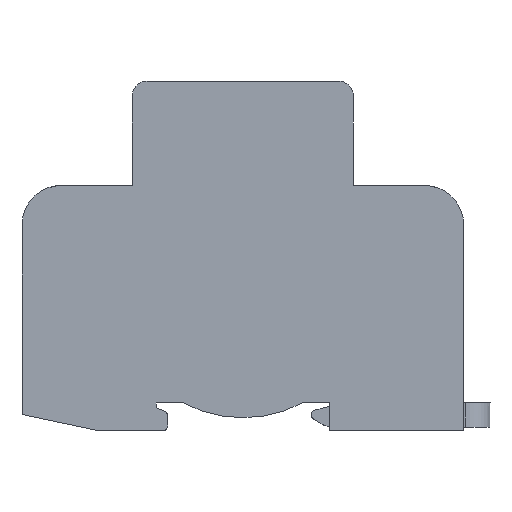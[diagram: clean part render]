
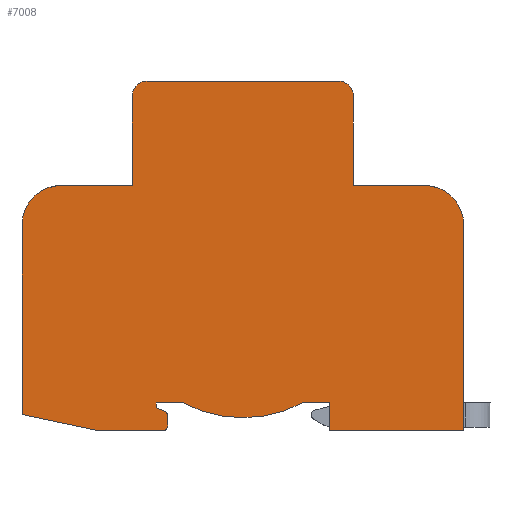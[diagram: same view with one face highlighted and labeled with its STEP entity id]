
A CAD part, left-side view. The second image highlights one B-rep face of the part: STEP entity #7008.
In plain terms, the highlighted planar face has unit normal (-1, 0, 0).
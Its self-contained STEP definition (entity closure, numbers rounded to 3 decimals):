
#372=AXIS2_PLACEMENT_3D('Circle Axis2P3D',#370,#371,$) ;
#404=AXIS2_PLACEMENT_3D('Circle Axis2P3D',#402,#403,$) ;
#1573=AXIS2_PLACEMENT_3D('Circle Axis2P3D',#1571,#1572,$) ;
#2482=AXIS2_PLACEMENT_3D('Circle Axis2P3D',#2480,#2481,$) ;
#2744=AXIS2_PLACEMENT_3D('Circle Axis2P3D',#2742,#2743,$) ;
#2818=AXIS2_PLACEMENT_3D('Circle Axis2P3D',#2816,#2817,$) ;
#6940=AXIS2_PLACEMENT_3D('Plane Axis2P3D',#6937,#6938,#6939) ;
#6965=AXIS2_PLACEMENT_3D('Circle Axis2P3D',#6963,#6964,$) ;
#42=CARTESIAN_POINT('Vertex',(0.,30.85,71.287)) ;
#56=CARTESIAN_POINT('Vertex',(0.,69.85,71.287)) ;
#59=CARTESIAN_POINT('Line Origine',(0.,50.35,71.287)) ;
#362=CARTESIAN_POINT('Vertex',(0.,27.85,68.287)) ;
#370=CARTESIAN_POINT('Axis2P3D Location',(0.,30.85,68.287)) ;
#399=CARTESIAN_POINT('Vertex',(0.,72.85,68.287)) ;
#402=CARTESIAN_POINT('Axis2P3D Location',(0.,69.85,68.287)) ;
#1156=CARTESIAN_POINT('Vertex',(0.,27.85,50.)) ;
#1164=CARTESIAN_POINT('Line Origine',(0.,27.85,59.144)) ;
#1443=CARTESIAN_POINT('Vertex',(0.,32.7,5.7)) ;
#1446=CARTESIAN_POINT('Line Origine',(0.,35.463,5.7)) ;
#1450=CARTESIAN_POINT('Vertex',(0.,38.226,5.7)) ;
#1571=CARTESIAN_POINT('Axis2P3D Location',(0.,50.35,28.7)) ;
#1575=CARTESIAN_POINT('Vertex',(0.,62.474,5.7)) ;
#1605=CARTESIAN_POINT('Line Origine',(0.,65.237,5.7)) ;
#1609=CARTESIAN_POINT('Vertex',(0.,68.,5.7)) ;
#1686=CARTESIAN_POINT('Line Origine',(0.,68.,5.2)) ;
#1690=CARTESIAN_POINT('Vertex',(0.,68.,4.7)) ;
#1909=CARTESIAN_POINT('Vertex',(0.,66.7,0.)) ;
#1912=CARTESIAN_POINT('Line Origine',(0.,73.175,0.)) ;
#1916=CARTESIAN_POINT('Vertex',(0.,79.65,0.)) ;
#1941=CARTESIAN_POINT('Line Origine',(0.,87.5,1.669)) ;
#1945=CARTESIAN_POINT('Vertex',(0.,95.35,3.337)) ;
#1980=CARTESIAN_POINT('Line Origine',(0.,95.35,22.669)) ;
#1984=CARTESIAN_POINT('Vertex',(0.,95.35,42.)) ;
#2480=CARTESIAN_POINT('Axis2P3D Location',(0.,87.35,42.)) ;
#2484=CARTESIAN_POINT('Vertex',(0.,87.35,50.)) ;
#2652=CARTESIAN_POINT('Line Origine',(0.,80.1,50.)) ;
#2656=CARTESIAN_POINT('Vertex',(0.,72.85,50.)) ;
#2701=CARTESIAN_POINT('Line Origine',(0.,72.85,59.144)) ;
#2739=CARTESIAN_POINT('Vertex',(0.,65.7,1.)) ;
#2742=CARTESIAN_POINT('Axis2P3D Location',(0.,66.7,1.)) ;
#2787=CARTESIAN_POINT('Vertex',(0.,65.7,3.117)) ;
#2790=CARTESIAN_POINT('Line Origine',(0.,65.7,2.059)) ;
#2813=CARTESIAN_POINT('Vertex',(0.,66.336,4.049)) ;
#2816=CARTESIAN_POINT('Axis2P3D Location',(0.,66.7,3.117)) ;
#2841=CARTESIAN_POINT('Line Origine',(0.,67.168,4.374)) ;
#6937=CARTESIAN_POINT('Axis2P3D Location',(0.,50.35,0.)) ;
#6942=CARTESIAN_POINT('Line Origine',(0.,32.7,2.85)) ;
#6946=CARTESIAN_POINT('Vertex',(0.,32.7,0.)) ;
#6949=CARTESIAN_POINT('Line Origine',(0.,19.025,0.)) ;
#6953=CARTESIAN_POINT('Vertex',(0.,5.35,0.)) ;
#6956=CARTESIAN_POINT('Line Origine',(0.,5.35,21.)) ;
#6960=CARTESIAN_POINT('Vertex',(0.,5.35,42.)) ;
#6963=CARTESIAN_POINT('Axis2P3D Location',(0.,13.35,42.)) ;
#6967=CARTESIAN_POINT('Vertex',(0.,13.35,50.)) ;
#6970=CARTESIAN_POINT('Line Origine',(0.,16.775,50.)) ;
#6974=CARTESIAN_POINT('Vertex',(0.,20.2,50.)) ;
#6977=CARTESIAN_POINT('Line Origine',(0.,24.025,50.)) ;
#60=DIRECTION('Vector Direction',(0.,1.,0.)) ;
#371=DIRECTION('Axis2P3D Direction',(1.,0.,0.)) ;
#403=DIRECTION('Axis2P3D Direction',(1.,0.,0.)) ;
#1165=DIRECTION('Vector Direction',(0.,0.,1.)) ;
#1447=DIRECTION('Vector Direction',(0.,1.,0.)) ;
#1572=DIRECTION('Axis2P3D Direction',(-1.,0.,0.)) ;
#1606=DIRECTION('Vector Direction',(0.,1.,0.)) ;
#1687=DIRECTION('Vector Direction',(0.,0.,1.)) ;
#1913=DIRECTION('Vector Direction',(0.,1.,0.)) ;
#1942=DIRECTION('Vector Direction',(0.,-0.978,-0.208)) ;
#1981=DIRECTION('Vector Direction',(0.,0.,-1.)) ;
#2481=DIRECTION('Axis2P3D Direction',(1.,0.,0.)) ;
#2653=DIRECTION('Vector Direction',(0.,1.,0.)) ;
#2702=DIRECTION('Vector Direction',(0.,0.,1.)) ;
#2743=DIRECTION('Axis2P3D Direction',(1.,0.,0.)) ;
#2791=DIRECTION('Vector Direction',(0.,0.,-1.)) ;
#2817=DIRECTION('Axis2P3D Direction',(1.,0.,0.)) ;
#2842=DIRECTION('Vector Direction',(0.,-0.931,-0.364)) ;
#6938=DIRECTION('Axis2P3D Direction',(-1.,0.,0.)) ;
#6939=DIRECTION('Axis2P3D XDirection',(0.,-1.,0.)) ;
#6943=DIRECTION('Vector Direction',(0.,0.,-1.)) ;
#6950=DIRECTION('Vector Direction',(0.,1.,0.)) ;
#6957=DIRECTION('Vector Direction',(0.,0.,1.)) ;
#6964=DIRECTION('Axis2P3D Direction',(-1.,0.,0.)) ;
#6971=DIRECTION('Vector Direction',(0.,1.,0.)) ;
#6978=DIRECTION('Vector Direction',(0.,1.,0.)) ;
#61=VECTOR('Line Direction',#60,1.) ;
#1166=VECTOR('Line Direction',#1165,1.) ;
#1448=VECTOR('Line Direction',#1447,1.) ;
#1607=VECTOR('Line Direction',#1606,1.) ;
#1688=VECTOR('Line Direction',#1687,1.) ;
#1914=VECTOR('Line Direction',#1913,1.) ;
#1943=VECTOR('Line Direction',#1942,1.) ;
#1982=VECTOR('Line Direction',#1981,1.) ;
#2654=VECTOR('Line Direction',#2653,1.) ;
#2703=VECTOR('Line Direction',#2702,1.) ;
#2792=VECTOR('Line Direction',#2791,1.) ;
#2843=VECTOR('Line Direction',#2842,1.) ;
#6944=VECTOR('Line Direction',#6943,1.) ;
#6951=VECTOR('Line Direction',#6950,1.) ;
#6958=VECTOR('Line Direction',#6957,1.) ;
#6972=VECTOR('Line Direction',#6971,1.) ;
#6979=VECTOR('Line Direction',#6978,1.) ;
#6983=ORIENTED_EDGE('',*,*,#1168,.T.) ;
#6984=ORIENTED_EDGE('',*,*,#374,.T.) ;
#6985=ORIENTED_EDGE('',*,*,#63,.T.) ;
#6986=ORIENTED_EDGE('',*,*,#406,.T.) ;
#6987=ORIENTED_EDGE('',*,*,#2705,.F.) ;
#6988=ORIENTED_EDGE('',*,*,#2658,.T.) ;
#6989=ORIENTED_EDGE('',*,*,#2486,.F.) ;
#6990=ORIENTED_EDGE('',*,*,#1986,.T.) ;
#6991=ORIENTED_EDGE('',*,*,#1947,.T.) ;
#6992=ORIENTED_EDGE('',*,*,#1918,.F.) ;
#6993=ORIENTED_EDGE('',*,*,#2746,.T.) ;
#6994=ORIENTED_EDGE('',*,*,#2794,.T.) ;
#6995=ORIENTED_EDGE('',*,*,#2820,.T.) ;
#6996=ORIENTED_EDGE('',*,*,#2845,.F.) ;
#6997=ORIENTED_EDGE('',*,*,#1692,.T.) ;
#6998=ORIENTED_EDGE('',*,*,#1611,.T.) ;
#6999=ORIENTED_EDGE('',*,*,#1577,.T.) ;
#7000=ORIENTED_EDGE('',*,*,#1452,.T.) ;
#7001=ORIENTED_EDGE('',*,*,#6948,.T.) ;
#7002=ORIENTED_EDGE('',*,*,#6955,.T.) ;
#7003=ORIENTED_EDGE('',*,*,#6962,.T.) ;
#7004=ORIENTED_EDGE('',*,*,#6969,.T.) ;
#7005=ORIENTED_EDGE('',*,*,#6976,.T.) ;
#7006=ORIENTED_EDGE('',*,*,#6981,.T.) ;
#7008=ADVANCED_FACE('\X2\00DC\X0\BERSPANNUNGSSCHUTZ',(#7007),#6941,.T.) ;
#373=CIRCLE('generated circle',#372,3.) ;
#405=CIRCLE('generated circle',#404,3.) ;
#1574=CIRCLE('generated circle',#1573,26.) ;
#2483=CIRCLE('generated circle',#2482,8.) ;
#2745=CIRCLE('generated circle',#2744,1.) ;
#2819=CIRCLE('generated circle',#2818,1.) ;
#6966=CIRCLE('generated circle',#6965,8.) ;
#63=EDGE_CURVE('',#43,#57,#62,.T.) ;
#374=EDGE_CURVE('',#363,#43,#373,.F.) ;
#406=EDGE_CURVE('',#57,#400,#405,.F.) ;
#1168=EDGE_CURVE('',#1157,#363,#1167,.T.) ;
#1452=EDGE_CURVE('',#1451,#1444,#1449,.F.) ;
#1577=EDGE_CURVE('',#1576,#1451,#1574,.T.) ;
#1611=EDGE_CURVE('',#1610,#1576,#1608,.F.) ;
#1692=EDGE_CURVE('',#1691,#1610,#1689,.T.) ;
#1918=EDGE_CURVE('',#1910,#1917,#1915,.T.) ;
#1947=EDGE_CURVE('',#1946,#1917,#1944,.T.) ;
#1986=EDGE_CURVE('',#1985,#1946,#1983,.T.) ;
#2486=EDGE_CURVE('',#1985,#2485,#2483,.T.) ;
#2658=EDGE_CURVE('',#2657,#2485,#2655,.T.) ;
#2705=EDGE_CURVE('',#2657,#400,#2704,.T.) ;
#2746=EDGE_CURVE('',#1910,#2740,#2745,.F.) ;
#2794=EDGE_CURVE('',#2740,#2788,#2793,.F.) ;
#2820=EDGE_CURVE('',#2788,#2814,#2819,.F.) ;
#2845=EDGE_CURVE('',#1691,#2814,#2844,.T.) ;
#6948=EDGE_CURVE('',#1444,#6947,#6945,.T.) ;
#6955=EDGE_CURVE('',#6947,#6954,#6952,.F.) ;
#6962=EDGE_CURVE('',#6954,#6961,#6959,.T.) ;
#6969=EDGE_CURVE('',#6961,#6968,#6966,.T.) ;
#6976=EDGE_CURVE('',#6968,#6975,#6973,.T.) ;
#6981=EDGE_CURVE('',#6975,#1157,#6980,.T.) ;
#6982=EDGE_LOOP('',(#6983,#6984,#6985,#6986,#6987,#6988,#6989,#6990,#6991,#6992,#6993,#6994,#6995,#6996,#6997,#6998,#6999,#7000,#7001,#7002,#7003,#7004,#7005,#7006)) ;
#7007=FACE_OUTER_BOUND('',#6982,.T.) ;
#62=LINE('Line',#59,#61) ;
#1167=LINE('Line',#1164,#1166) ;
#1449=LINE('Line',#1446,#1448) ;
#1608=LINE('Line',#1605,#1607) ;
#1689=LINE('Line',#1686,#1688) ;
#1915=LINE('Line',#1912,#1914) ;
#1944=LINE('Line',#1941,#1943) ;
#1983=LINE('Line',#1980,#1982) ;
#2655=LINE('Line',#2652,#2654) ;
#2704=LINE('Line',#2701,#2703) ;
#2793=LINE('Line',#2790,#2792) ;
#2844=LINE('Line',#2841,#2843) ;
#6945=LINE('Line',#6942,#6944) ;
#6952=LINE('Line',#6949,#6951) ;
#6959=LINE('Line',#6956,#6958) ;
#6973=LINE('Line',#6970,#6972) ;
#6980=LINE('Line',#6977,#6979) ;
#6941=PLANE('',#6940) ;
#43=VERTEX_POINT('',#42) ;
#57=VERTEX_POINT('',#56) ;
#363=VERTEX_POINT('',#362) ;
#400=VERTEX_POINT('',#399) ;
#1157=VERTEX_POINT('',#1156) ;
#1444=VERTEX_POINT('',#1443) ;
#1451=VERTEX_POINT('',#1450) ;
#1576=VERTEX_POINT('',#1575) ;
#1610=VERTEX_POINT('',#1609) ;
#1691=VERTEX_POINT('',#1690) ;
#1910=VERTEX_POINT('',#1909) ;
#1917=VERTEX_POINT('',#1916) ;
#1946=VERTEX_POINT('',#1945) ;
#1985=VERTEX_POINT('',#1984) ;
#2485=VERTEX_POINT('',#2484) ;
#2657=VERTEX_POINT('',#2656) ;
#2740=VERTEX_POINT('',#2739) ;
#2788=VERTEX_POINT('',#2787) ;
#2814=VERTEX_POINT('',#2813) ;
#6947=VERTEX_POINT('',#6946) ;
#6954=VERTEX_POINT('',#6953) ;
#6961=VERTEX_POINT('',#6960) ;
#6968=VERTEX_POINT('',#6967) ;
#6975=VERTEX_POINT('',#6974) ;
